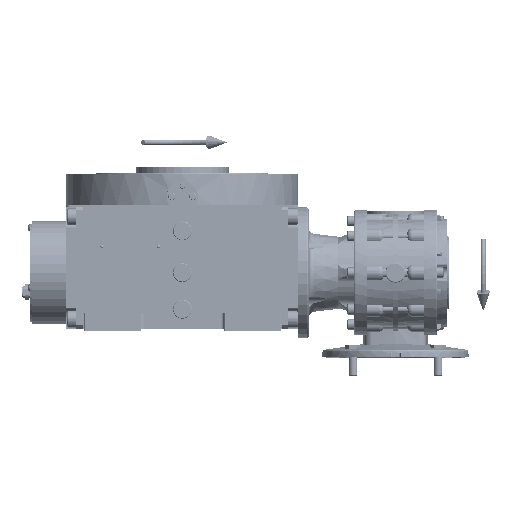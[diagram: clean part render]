
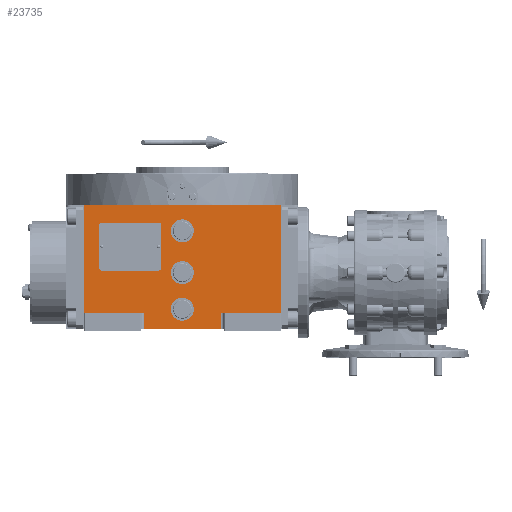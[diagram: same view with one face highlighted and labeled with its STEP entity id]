
A CAD part, top view. The second image highlights one B-rep face of the part: STEP entity #23735.
In plain terms, the highlighted planar face has unit normal (0, 0, 1).
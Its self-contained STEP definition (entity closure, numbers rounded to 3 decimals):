
#340 = EDGE_CURVE ( 'NONE', #1609, #132185, #143849, .T. ) ;
#1345 = EDGE_LOOP ( 'NONE', ( #6642, #41797 ) ) ;
#1609 = VERTEX_POINT ( 'NONE', #121255 ) ;
#2606 = CARTESIAN_POINT ( 'NONE',  ( 37., -38.5, 163.5 ) ) ;
#3401 = AXIS2_PLACEMENT_3D ( 'NONE', #99115, #16148, #62751 ) ;
#4263 = EDGE_CURVE ( 'NONE', #16532, #61145, #79055, .T. ) ;
#6642 = ORIENTED_EDGE ( 'NONE', *, *, #4263, .F. ) ;
#7484 = DIRECTION ( 'NONE',  ( 0., 1., 0. ) ) ;
#8727 = AXIS2_PLACEMENT_3D ( 'NONE', #30896, #105198, #79102 ) ;
#12464 = VECTOR ( 'NONE', #7484, 1000. ) ;
#15097 = VECTOR ( 'NONE', #120341, 1000. ) ;
#16148 = DIRECTION ( 'NONE',  ( 0., 0., 1. ) ) ;
#16204 = CARTESIAN_POINT ( 'NONE',  ( 94.5, -38.5, 163.5 ) ) ;
#16532 = VERTEX_POINT ( 'NONE', #36778 ) ;
#16553 = VERTEX_POINT ( 'NONE', #16204 ) ;
#18200 = VECTOR ( 'NONE', #29435, 1000. ) ;
#19132 = ORIENTED_EDGE ( 'NONE', *, *, #112749, .F. ) ;
#20460 = AXIS2_PLACEMENT_3D ( 'NONE', #57385, #144831, #61048 ) ;
#21233 = CARTESIAN_POINT ( 'NONE',  ( 94.5, -38.5, 163.5 ) ) ;
#23082 = EDGE_CURVE ( 'NONE', #47221, #147802, #71469, .T. ) ;
#23735 = ADVANCED_FACE ( 'NONE', ( #42738, #139970, #139153, #93325 ), #128880, .T. ) ;
#25597 = CARTESIAN_POINT ( 'NONE',  ( 0., 40., 163.5 ) ) ;
#26399 = DIRECTION ( 'NONE',  ( -1., 0., 0. ) ) ;
#27910 = VECTOR ( 'NONE', #124332, 1000. ) ;
#28282 = DIRECTION ( 'NONE',  ( 1., 0., 0. ) ) ;
#29435 = DIRECTION ( 'NONE',  ( 1., 0., 0. ) ) ;
#30671 = ORIENTED_EDGE ( 'NONE', *, *, #66719, .F. ) ;
#30896 = CARTESIAN_POINT ( 'NONE',  ( -94.5, -53.5, 163.5 ) ) ;
#31057 = CARTESIAN_POINT ( 'NONE',  ( 37., -53.5, 163.5 ) ) ;
#32106 = LINE ( 'NONE', #139582, #80116 ) ;
#32286 = LINE ( 'NONE', #21233, #146586 ) ;
#33925 = VERTEX_POINT ( 'NONE', #59707 ) ;
#36778 = CARTESIAN_POINT ( 'NONE',  ( 11., 0., 163.5 ) ) ;
#37826 = EDGE_CURVE ( 'NONE', #94616, #76373, #62950, .T. ) ;
#38529 = EDGE_LOOP ( 'NONE', ( #82607, #131063 ) ) ;
#38956 = AXIS2_PLACEMENT_3D ( 'NONE', #88312, #86770, #28282 ) ;
#40994 = VECTOR ( 'NONE', #114291, 1000. ) ;
#41797 = ORIENTED_EDGE ( 'NONE', *, *, #137220, .F. ) ;
#42738 = FACE_BOUND ( 'NONE', #1345, .T. ) ;
#43686 = DIRECTION ( 'NONE',  ( 0., 1., 0. ) ) ;
#47221 = VERTEX_POINT ( 'NONE', #75784 ) ;
#51381 = CARTESIAN_POINT ( 'NONE',  ( 0., 0., 163.5 ) ) ;
#52485 = VERTEX_POINT ( 'NONE', #146099 ) ;
#53806 = AXIS2_PLACEMENT_3D ( 'NONE', #139715, #54395, #101816 ) ;
#54395 = DIRECTION ( 'NONE',  ( 0., 0., 1. ) ) ;
#57385 = CARTESIAN_POINT ( 'NONE',  ( 0., 40., 163.5 ) ) ;
#58330 = CIRCLE ( 'NONE', #20460, 11. ) ;
#59707 = CARTESIAN_POINT ( 'NONE',  ( -37., -38.5, 163.5 ) ) ;
#60234 = LINE ( 'NONE', #133732, #15097 ) ;
#60834 = ORIENTED_EDGE ( 'NONE', *, *, #61210, .T. ) ;
#60862 = DIRECTION ( 'NONE',  ( -1., 0., 0. ) ) ;
#61048 = DIRECTION ( 'NONE',  ( 1., 0., 0. ) ) ;
#61145 = VERTEX_POINT ( 'NONE', #97986 ) ;
#61210 = EDGE_CURVE ( 'NONE', #16553, #76373, #32286, .T. ) ;
#62239 = VERTEX_POINT ( 'NONE', #2606 ) ;
#62751 = DIRECTION ( 'NONE',  ( -1., 0., 0. ) ) ;
#62950 = LINE ( 'NONE', #113511, #40994 ) ;
#66719 = EDGE_CURVE ( 'NONE', #105250, #94616, #106887, .T. ) ;
#66893 = ORIENTED_EDGE ( 'NONE', *, *, #37826, .F. ) ;
#67309 = LINE ( 'NONE', #149555, #18200 ) ;
#67485 = LINE ( 'NONE', #115727, #12464 ) ;
#68449 = CIRCLE ( 'NONE', #83588, 11. ) ;
#71469 = CIRCLE ( 'NONE', #3401, 11. ) ;
#75721 = AXIS2_PLACEMENT_3D ( 'NONE', #25597, #86385, #26399 ) ;
#75784 = CARTESIAN_POINT ( 'NONE',  ( -11., -35., 163.5 ) ) ;
#76373 = VERTEX_POINT ( 'NONE', #88058 ) ;
#78861 = ORIENTED_EDGE ( 'NONE', *, *, #132959, .T. ) ;
#79055 = CIRCLE ( 'NONE', #53806, 11. ) ;
#79102 = DIRECTION ( 'NONE',  ( 1., 0., 0. ) ) ;
#80116 = VECTOR ( 'NONE', #115111, 1000. ) ;
#82607 = ORIENTED_EDGE ( 'NONE', *, *, #136719, .F. ) ;
#83588 = AXIS2_PLACEMENT_3D ( 'NONE', #51381, #99589, #60862 ) ;
#84246 = EDGE_CURVE ( 'NONE', #52485, #33925, #67485, .T. ) ;
#85367 = CARTESIAN_POINT ( 'NONE',  ( 11., -35., 163.5 ) ) ;
#86385 = DIRECTION ( 'NONE',  ( 0., 0., 1. ) ) ;
#86770 = DIRECTION ( 'NONE',  ( 0., 0., 1. ) ) ;
#87975 = ORIENTED_EDGE ( 'NONE', *, *, #145346, .T. ) ;
#88058 = CARTESIAN_POINT ( 'NONE',  ( 94.5, 64.5, 163.5 ) ) ;
#88312 = CARTESIAN_POINT ( 'NONE',  ( 0., -35., 163.5 ) ) ;
#90007 = DIRECTION ( 'NONE',  ( 0., 1., 0. ) ) ;
#90869 = EDGE_CURVE ( 'NONE', #62239, #94907, #114037, .T. ) ;
#93325 = FACE_OUTER_BOUND ( 'NONE', #110633, .T. ) ;
#94616 = VERTEX_POINT ( 'NONE', #107278 ) ;
#94907 = VERTEX_POINT ( 'NONE', #31057 ) ;
#95681 = ORIENTED_EDGE ( 'NONE', *, *, #84246, .F. ) ;
#97986 = CARTESIAN_POINT ( 'NONE',  ( -11., 0., 163.5 ) ) ;
#99115 = CARTESIAN_POINT ( 'NONE',  ( 0., -35., 163.5 ) ) ;
#99568 = CIRCLE ( 'NONE', #38956, 11. ) ;
#99589 = DIRECTION ( 'NONE',  ( 0., 0., 1. ) ) ;
#101816 = DIRECTION ( 'NONE',  ( 1., 0., 0. ) ) ;
#103985 = EDGE_LOOP ( 'NONE', ( #19132, #127659 ) ) ;
#105198 = DIRECTION ( 'NONE',  ( 0., 0., 1. ) ) ;
#105250 = VERTEX_POINT ( 'NONE', #148964 ) ;
#105353 = CARTESIAN_POINT ( 'NONE',  ( -94.5, -38.5, 163.5 ) ) ;
#106887 = LINE ( 'NONE', #105353, #132360 ) ;
#107278 = CARTESIAN_POINT ( 'NONE',  ( -94.5, 64.5, 163.5 ) ) ;
#110633 = EDGE_LOOP ( 'NONE', ( #148558, #131438, #78861, #60834, #66893, #30671, #87975, #95681 ) ) ;
#112749 = EDGE_CURVE ( 'NONE', #147802, #47221, #99568, .T. ) ;
#113511 = CARTESIAN_POINT ( 'NONE',  ( -94.5, 64.5, 163.5 ) ) ;
#114037 = LINE ( 'NONE', #136950, #27910 ) ;
#114291 = DIRECTION ( 'NONE',  ( 1., 0., 0. ) ) ;
#115111 = DIRECTION ( 'NONE',  ( 1., 0., 0. ) ) ;
#115727 = CARTESIAN_POINT ( 'NONE',  ( -37., -53.5, 163.5 ) ) ;
#120341 = DIRECTION ( 'NONE',  ( 1., 0., 0. ) ) ;
#121255 = CARTESIAN_POINT ( 'NONE',  ( -11., 40., 163.5 ) ) ;
#124332 = DIRECTION ( 'NONE',  ( 0., -1., 0. ) ) ;
#124404 = CARTESIAN_POINT ( 'NONE',  ( 11., 40., 163.5 ) ) ;
#127659 = ORIENTED_EDGE ( 'NONE', *, *, #23082, .F. ) ;
#128880 = PLANE ( 'NONE',  #8727 ) ;
#131063 = ORIENTED_EDGE ( 'NONE', *, *, #340, .F. ) ;
#131438 = ORIENTED_EDGE ( 'NONE', *, *, #90869, .F. ) ;
#132185 = VERTEX_POINT ( 'NONE', #124404 ) ;
#132360 = VECTOR ( 'NONE', #43686, 1000. ) ;
#132959 = EDGE_CURVE ( 'NONE', #62239, #16553, #32106, .T. ) ;
#133732 = CARTESIAN_POINT ( 'NONE',  ( -94.5, -38.5, 163.5 ) ) ;
#136719 = EDGE_CURVE ( 'NONE', #132185, #1609, #58330, .T. ) ;
#136950 = CARTESIAN_POINT ( 'NONE',  ( 37., -38.5, 163.5 ) ) ;
#137220 = EDGE_CURVE ( 'NONE', #61145, #16532, #68449, .T. ) ;
#139153 = FACE_BOUND ( 'NONE', #38529, .T. ) ;
#139582 = CARTESIAN_POINT ( 'NONE',  ( 37., -38.5, 163.5 ) ) ;
#139715 = CARTESIAN_POINT ( 'NONE',  ( 0., 0., 163.5 ) ) ;
#139970 = FACE_BOUND ( 'NONE', #103985, .T. ) ;
#143849 = CIRCLE ( 'NONE', #75721, 11. ) ;
#144831 = DIRECTION ( 'NONE',  ( 0., 0., 1. ) ) ;
#145346 = EDGE_CURVE ( 'NONE', #105250, #33925, #60234, .T. ) ;
#146099 = CARTESIAN_POINT ( 'NONE',  ( -37., -53.5, 163.5 ) ) ;
#146586 = VECTOR ( 'NONE', #90007, 1000. ) ;
#147802 = VERTEX_POINT ( 'NONE', #85367 ) ;
#148558 = ORIENTED_EDGE ( 'NONE', *, *, #149600, .T. ) ;
#148964 = CARTESIAN_POINT ( 'NONE',  ( -94.5, -38.5, 163.5 ) ) ;
#149555 = CARTESIAN_POINT ( 'NONE',  ( -37., -53.5, 163.5 ) ) ;
#149600 = EDGE_CURVE ( 'NONE', #52485, #94907, #67309, .T. ) ;
